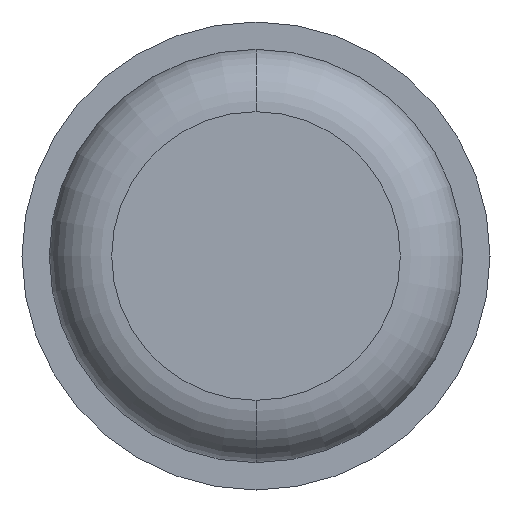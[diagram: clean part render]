
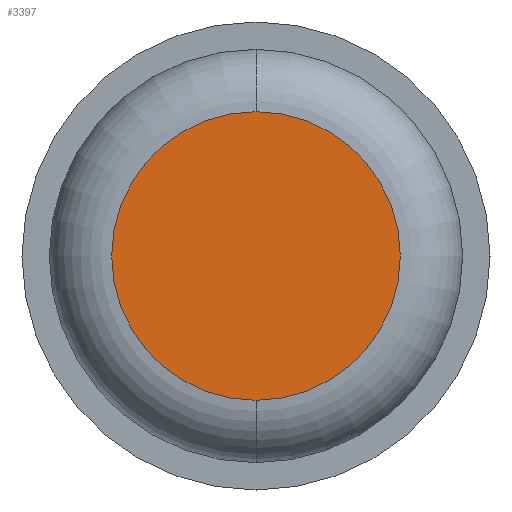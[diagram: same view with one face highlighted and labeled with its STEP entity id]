
A CAD part, front view. The second image highlights one B-rep face of the part: STEP entity #3397.
In plain terms, the highlighted planar face has unit normal (0, -1, 0).
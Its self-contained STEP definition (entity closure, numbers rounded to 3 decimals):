
#281 = ORIENTED_EDGE ( 'NONE', *, *, #4110, .T. ) ;
#339 = CARTESIAN_POINT ( 'NONE',  ( 0., 0., 0. ) ) ;
#392 = AXIS2_PLACEMENT_3D ( 'NONE', #4168, #843, #1520 ) ;
#575 = VERTEX_POINT ( 'NONE', #1659 ) ;
#588 = DIRECTION ( 'NONE',  ( 0., -1., 0. ) ) ;
#590 = AXIS2_PLACEMENT_3D ( 'NONE', #339, #3664, #673 ) ;
#673 = DIRECTION ( 'NONE',  ( 0., 0., -1. ) ) ;
#843 = DIRECTION ( 'NONE',  ( 0., -1., 0. ) ) ;
#845 = CIRCLE ( 'NONE', #590, 0.925 ) ;
#995 = FACE_OUTER_BOUND ( 'NONE', #4048, .T. ) ;
#1120 = EDGE_CURVE ( 'Defeature ausgef�hrt1_3+Defeature ausgef�hrt1_9+Defeature ausgef�hrt1_9+Defeature ausgef�hrt1_9', #575, #1701, #845, .T. ) ;
#1520 = DIRECTION ( 'NONE',  ( 0., 0., -1. ) ) ;
#1558 = DIRECTION ( 'NONE',  ( 0., 0., -1. ) ) ;
#1659 = CARTESIAN_POINT ( 'NONE',  ( 0., 0., 0.925 ) ) ;
#1701 = VERTEX_POINT ( 'NONE', #2669 ) ;
#1840 = AXIS2_PLACEMENT_3D ( 'NONE', #2880, #588, #1558 ) ;
#1968 = ORIENTED_EDGE ( 'NONE', *, *, #1120, .T. ) ;
#2085 = CIRCLE ( 'NONE', #392, 0.925 ) ;
#2236 = PLANE ( 'NONE',  #1840 ) ;
#2669 = CARTESIAN_POINT ( 'NONE',  ( 0., 0., -0.925 ) ) ;
#2880 = CARTESIAN_POINT ( 'NONE',  ( 0., 0., 0. ) ) ;
#3397 = ADVANCED_FACE ( 'Defeature ausgef�hrt1_3', ( #995 ), #2236, .T. ) ;
#3664 = DIRECTION ( 'NONE',  ( 0., -1., 0. ) ) ;
#4048 = EDGE_LOOP ( 'NONE', ( #281, #1968 ) ) ;
#4110 = EDGE_CURVE ( 'Defeature ausgef�hrt1_3+Defeature ausgef�hrt1_9+Defeature ausgef�hrt1_9+Defeature ausgef�hrt1_9', #1701, #575, #2085, .T. ) ;
#4168 = CARTESIAN_POINT ( 'NONE',  ( 0., 0., 0. ) ) ;
